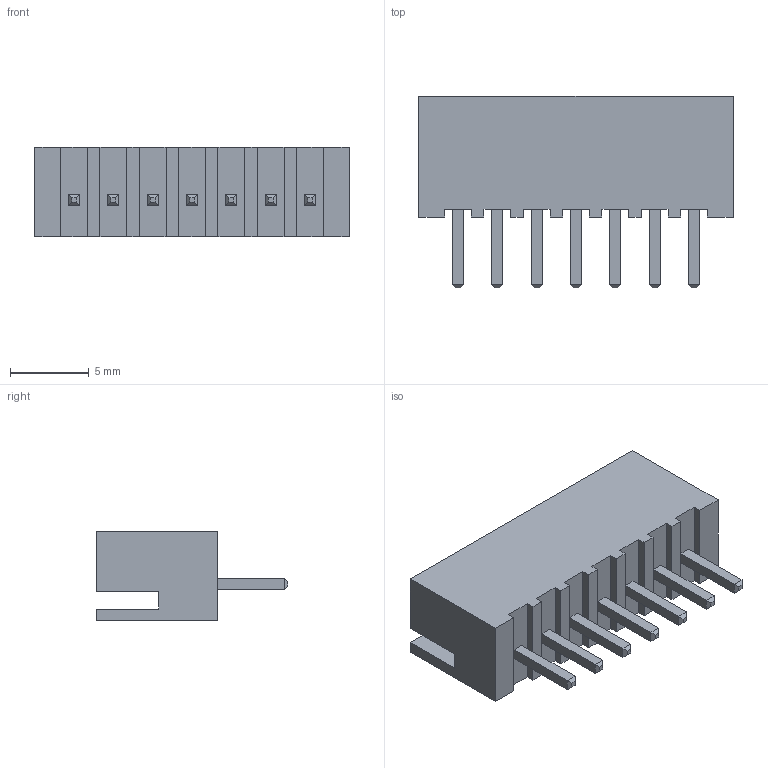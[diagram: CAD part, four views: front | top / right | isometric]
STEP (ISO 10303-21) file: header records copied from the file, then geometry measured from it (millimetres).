
FILE_DESCRIPTION (( 'STEP AP203' ), '1' );
FILE_NAME ('CWF-7.STEP', '2014-01-13T07:26:19', ( '' ), ( '' ), 'SwSTEP 2.0', 'SolidWorks 2012', '' );
FILE_SCHEMA (( 'CONFIG_CONTROL_DESIGN' ));
Length unit declared in the file: millimetre
Products named in the file (1): CWF-7
Bounding box: 20 x 12.2 x 5.7 mm (x, y, z)
Volume: 446.3 mm3; surface area: 1048.7 mm2
Topology: 1 solids, 1 shells, 178 faces, 430 edges, 268 vertices
Faces by surface type: plane 178
Entity records: 5083 total; most frequent: CARTESIAN_POINT 877, ORIENTED_EDGE 860, DIRECTION 788, EDGE_CURVE 430, VECTOR 430, LINE 430, VERTEX_POINT 268, EDGE_LOOP 192
